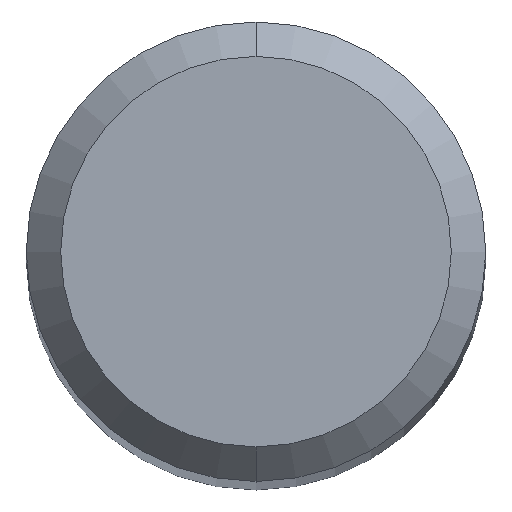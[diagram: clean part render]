
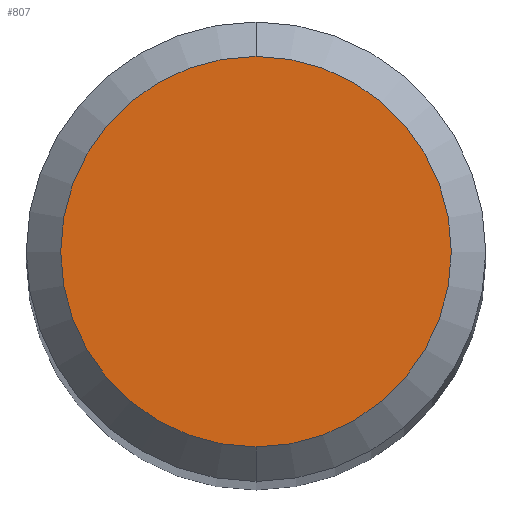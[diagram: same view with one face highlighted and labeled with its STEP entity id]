
A CAD part, top view. The second image highlights one B-rep face of the part: STEP entity #807.
In plain terms, the highlighted planar face has unit normal (0, 0, 1).
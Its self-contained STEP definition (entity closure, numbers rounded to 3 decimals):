
#783=EDGE_CURVE('',#1051,#905,#1574,.T.);
#807=ADVANCED_FACE('',(#1598),#1599,.T.);
#831=EDGE_CURVE('',#905,#1051,#1625,.T.);
#905=VERTEX_POINT('',#1707);
#1051=VERTEX_POINT('',#1866);
#1574=CIRCLE('',#3701,1.7);
#1598=FACE_OUTER_BOUND('',#3753,.T.);
#1599=PLANE('',#3754);
#1625=CIRCLE('',#3807,1.7);
#1707=CARTESIAN_POINT('',(0.0,1.7,0.0));
#1866=CARTESIAN_POINT('',(0.,-1.7,0.0));
#3701=AXIS2_PLACEMENT_3D('',#5616,#5617,#5618);
#3753=EDGE_LOOP('',(#5626,#5627));
#3754=AXIS2_PLACEMENT_3D('',#5628,#5629,#5630);
#3807=AXIS2_PLACEMENT_3D('',#5656,#5657,#5658);
#5616=CARTESIAN_POINT('',(0.0,0.0,0.0));
#5617=DIRECTION('',(0.0,0.0,-1.0));
#5618=DIRECTION('',(0.0,1.0,0.0));
#5626=ORIENTED_EDGE('',*,*,#831,.F.);
#5627=ORIENTED_EDGE('',*,*,#783,.F.);
#5628=CARTESIAN_POINT('',(0.0,0.85,0.0));
#5629=DIRECTION('',(-0.0,0.0,1.0));
#5630=DIRECTION('',(0.0,-1.0,0.0));
#5656=CARTESIAN_POINT('',(0.0,0.0,0.0));
#5657=DIRECTION('',(0.0,0.0,-1.0));
#5658=DIRECTION('',(0.0,1.0,0.0));
